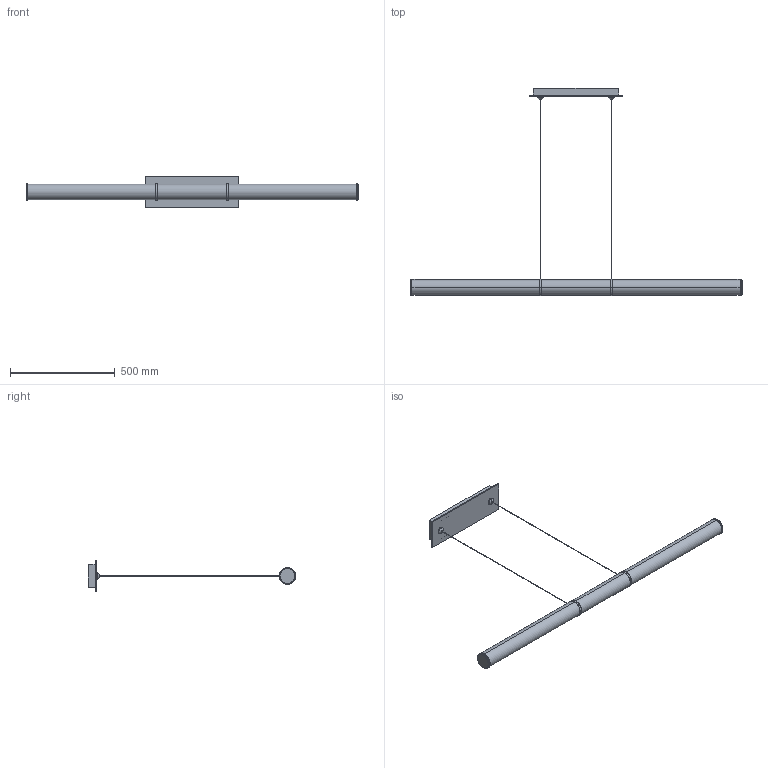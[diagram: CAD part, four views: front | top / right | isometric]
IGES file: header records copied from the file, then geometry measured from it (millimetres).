
Start section: SolidWorks IGES file using analytic representation for surfaces
Global section: file name: MINI63LV -  Mini Endless Pendant - 63 inches.IGS; native system: SolidWorks 2015; preprocessor: SolidWorks 2015; author: Design; date: 190201.155358; units: inch
Bounding box: 1588.01 x 992.5 x 149.09 mm (x, y, z)
Surface area: 584131.3 mm2 (no closed solid volume)
Topology: 0 solids, 0 shells, 81 faces, 1836 edges, 1836 vertices
Faces by surface type: bspline 43, revolution 38
